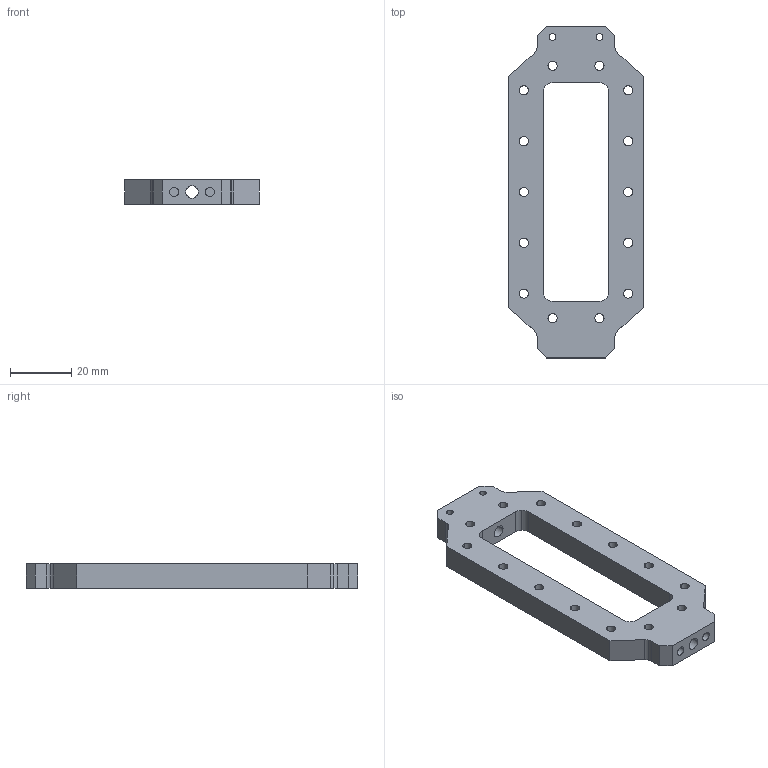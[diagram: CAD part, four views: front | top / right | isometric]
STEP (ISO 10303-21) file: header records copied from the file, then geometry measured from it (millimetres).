
FILE_DESCRIPTION(('STEP AP214'),'1');
FILE_NAME('reaction_chamber.stp','2022-02-12T21:06:50',(' '),(' '),'Spatial InterOp 3D',' ',' ');
FILE_SCHEMA(('AUTOMOTIVE_DESIGN { 1 0 10303 214 1 1 1 1 }'));
Length unit declared in the file: metre
Products named in the file (1): Sólido
Bounding box: 44 x 108.4 x 8 mm (x, y, z)
Volume: 20754.7 mm3; surface area: 10764.1 mm2
Topology: 1 solids, 1 shells, 80 faces, 228 edges, 152 vertices
Faces by surface type: cylinder 56, plane 24
Entity records: 2765 total; most frequent: DIRECTION 502, CARTESIAN_POINT 461, ORIENTED_EDGE 456, EDGE_CURVE 228, AXIS2_PLACEMENT_3D 193, VERTEX_POINT 152, EDGE_LOOP 120, LINE 116
